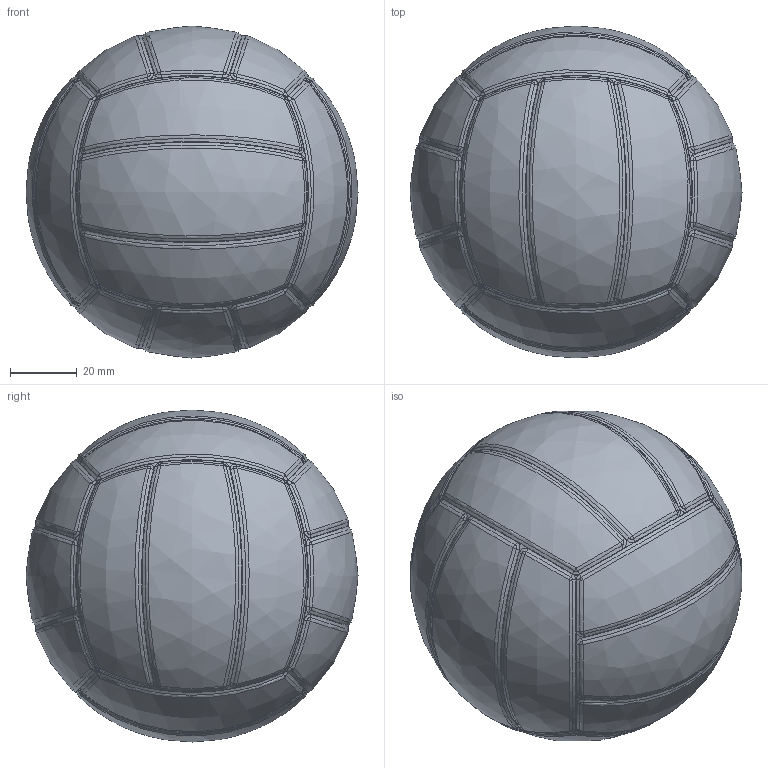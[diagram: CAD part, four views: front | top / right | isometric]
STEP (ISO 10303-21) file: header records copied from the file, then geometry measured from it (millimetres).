
FILE_DESCRIPTION (('STEP'), '1');
FILE_NAME ('RF__Volley_Ball.stp', '2023-07-16T23:39:27', ('Unknown'), ('Unknown'), 'HarmonyWare STEP v2.1.9', 'HarmonyWare Translators', '');
FILE_SCHEMA (('CONFIG_CONTROL_DESIGN'));
Length unit declared in the file: centimetre
Assembly tree (1 placements, depth 2):
  (unnamed)
    (unnamed)
Bounding box: 99.56 x 99.56 x 99.56 mm (x, y, z)
Volume: 514900.3 mm3; surface area: 31357.5 mm2
Topology: 1 solids, 1 shells, 312 faces, 708 edges, 368 vertices
Faces by surface type: bspline 312
Entity records: 28150 total; most frequent: CARTESIAN_POINT 24226, ORIENTED_EDGE 1320, EDGE_CURVE 660, B_SPLINE_CURVE_WITH_KNOTS 372, VERTEX_POINT 368, EDGE_LOOP 330, FACE_OUTER_BOUND 312, ADVANCED_FACE 312
